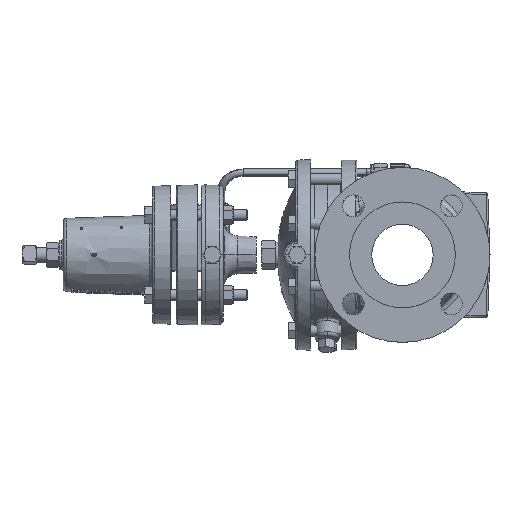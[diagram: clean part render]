
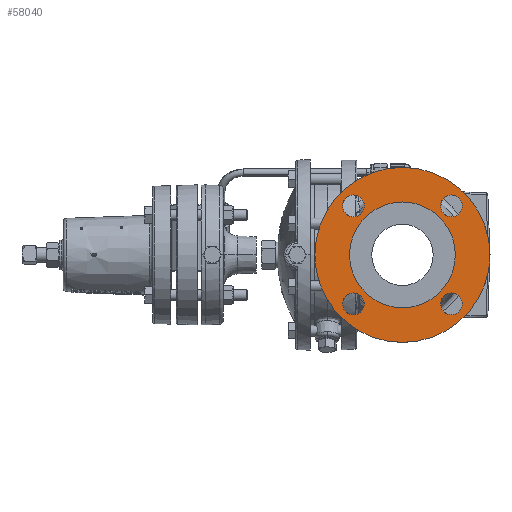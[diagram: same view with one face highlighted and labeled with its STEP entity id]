
A CAD part, left-side view. The second image highlights one B-rep face of the part: STEP entity #58040.
In plain terms, the highlighted planar face has unit normal (-1, 0, 0).
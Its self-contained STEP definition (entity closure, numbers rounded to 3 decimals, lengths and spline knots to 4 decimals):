
#105 = CARTESIAN_POINT ( 'NONE',  ( -4.5005, 0., 0. ) ) ;
#1928 = VERTEX_POINT ( 'NONE', #21219 ) ;
#3037 = EDGE_LOOP ( 'NONE', ( #24902, #25763 ) ) ;
#3151 = FACE_OUTER_BOUND ( 'NONE', #21747, .T. ) ;
#3243 = EDGE_CURVE ( 'NONE', #45451, #34865, #13012, .T. ) ;
#3794 = EDGE_LOOP ( 'NONE', ( #27904, #35671 ) ) ;
#4696 = CIRCLE ( 'NONE', #10010, 0.375 ) ;
#4867 = AXIS2_PLACEMENT_3D ( 'NONE', #21115, #20962, #20946 ) ;
#5928 = DIRECTION ( 'NONE',  ( 0., 0., 1. ) ) ;
#6606 = DIRECTION ( 'NONE',  ( -1., 0., 0. ) ) ;
#8006 = CARTESIAN_POINT ( 'NONE',  ( -4.5005, 0., 1.8125 ) ) ;
#8135 = CIRCLE ( 'NONE', #19624, 1.8125 ) ;
#8262 = AXIS2_PLACEMENT_3D ( 'NONE', #38713, #38613, #38551 ) ;
#9103 = EDGE_CURVE ( 'NONE', #13131, #65959, #39304, .T. ) ;
#9806 = EDGE_CURVE ( 'NONE', #58525, #61600, #27823, .T. ) ;
#9826 = CIRCLE ( 'NONE', #46535, 0.375 ) ;
#10010 = AXIS2_PLACEMENT_3D ( 'NONE', #28356, #66572, #33954 ) ;
#10198 = EDGE_LOOP ( 'NONE', ( #21197, #21871 ) ) ;
#12265 = EDGE_CURVE ( 'NONE', #1928, #67777, #14290, .T. ) ;
#12552 = CARTESIAN_POINT ( 'NONE',  ( -4.5005, 1.6794, 2.0544 ) ) ;
#12789 = EDGE_LOOP ( 'NONE', ( #36461, #28279 ) ) ;
#13012 = CIRCLE ( 'NONE', #8262, 0.375 ) ;
#13131 = VERTEX_POINT ( 'NONE', #31975 ) ;
#13699 = EDGE_LOOP ( 'NONE', ( #20593, #21122 ) ) ;
#14290 = CIRCLE ( 'NONE', #64004, 1.8125 ) ;
#14902 = FACE_BOUND ( 'NONE', #13699, .T. ) ;
#15339 = DIRECTION ( 'NONE',  ( 0., 0., 1. ) ) ;
#15434 = DIRECTION ( 'NONE',  ( -1., 0., 0. ) ) ;
#15612 = CARTESIAN_POINT ( 'NONE',  ( -4.5005, -1.6794, -1.6794 ) ) ;
#15830 = AXIS2_PLACEMENT_3D ( 'NONE', #41239, #38842, #26345 ) ;
#16156 = VERTEX_POINT ( 'NONE', #25955 ) ;
#16409 = CARTESIAN_POINT ( 'NONE',  ( -4.5005, 1.6794, 1.3044 ) ) ;
#16812 = AXIS2_PLACEMENT_3D ( 'NONE', #15612, #15434, #15339 ) ;
#17156 = EDGE_CURVE ( 'NONE', #29644, #16156, #48074, .T. ) ;
#18973 = EDGE_CURVE ( 'NONE', #40034, #48800, #29274, .T. ) ;
#19624 = AXIS2_PLACEMENT_3D ( 'NONE', #105, #39915, #5928 ) ;
#20593 = ORIENTED_EDGE ( 'NONE', *, *, #45303, .F. ) ;
#20876 = DIRECTION ( 'NONE',  ( 0., 0., 1. ) ) ;
#20946 = DIRECTION ( 'NONE',  ( 0., 0., 1. ) ) ;
#20962 = DIRECTION ( 'NONE',  ( -1., 0., 0. ) ) ;
#21040 = DIRECTION ( 'NONE',  ( -1., 0., 0. ) ) ;
#21115 = CARTESIAN_POINT ( 'NONE',  ( -4.5005, 1.6794, -1.6794 ) ) ;
#21122 = ORIENTED_EDGE ( 'NONE', *, *, #9806, .F. ) ;
#21128 = CARTESIAN_POINT ( 'NONE',  ( -4.5005, 1.6794, 1.6794 ) ) ;
#21197 = ORIENTED_EDGE ( 'NONE', *, *, #66921, .F. ) ;
#21219 = CARTESIAN_POINT ( 'NONE',  ( -4.5005, 0., -1.8125 ) ) ;
#21747 = EDGE_LOOP ( 'NONE', ( #23993, #24769 ) ) ;
#21871 = ORIENTED_EDGE ( 'NONE', *, *, #18973, .F. ) ;
#23530 = DIRECTION ( 'NONE',  ( -1., 0., 0. ) ) ;
#23993 = ORIENTED_EDGE ( 'NONE', *, *, #40979, .F. ) ;
#24572 = CARTESIAN_POINT ( 'NONE',  ( -4.5005, -1.6794, -1.3044 ) ) ;
#24769 = ORIENTED_EDGE ( 'NONE', *, *, #9103, .F. ) ;
#24902 = ORIENTED_EDGE ( 'NONE', *, *, #52652, .F. ) ;
#25763 = ORIENTED_EDGE ( 'NONE', *, *, #12265, .F. ) ;
#25955 = CARTESIAN_POINT ( 'NONE',  ( -4.5005, 1.6794, -2.0544 ) ) ;
#26345 = DIRECTION ( 'NONE',  ( 0., 0., 1. ) ) ;
#27007 = CARTESIAN_POINT ( 'NONE',  ( -4.5005, -1.6794, 2.0544 ) ) ;
#27142 = DIRECTION ( 'NONE',  ( 1., 0., 0. ) ) ;
#27823 = CIRCLE ( 'NONE', #16812, 0.375 ) ;
#27850 = AXIS2_PLACEMENT_3D ( 'NONE', #28435, #66651, #34038 ) ;
#27904 = ORIENTED_EDGE ( 'NONE', *, *, #17156, .F. ) ;
#28069 = EDGE_CURVE ( 'NONE', #16156, #29644, #66110, .T. ) ;
#28279 = ORIENTED_EDGE ( 'NONE', *, *, #3243, .F. ) ;
#28356 = CARTESIAN_POINT ( 'NONE',  ( -4.5005, -1.6794, 1.6794 ) ) ;
#28435 = CARTESIAN_POINT ( 'NONE',  ( -4.5005, 1.6794, 1.6794 ) ) ;
#29274 = CIRCLE ( 'NONE', #71790, 0.375 ) ;
#29644 = VERTEX_POINT ( 'NONE', #45148 ) ;
#29968 = FACE_BOUND ( 'NONE', #10198, .T. ) ;
#31975 = CARTESIAN_POINT ( 'NONE',  ( -4.5005, 0., -2.9998 ) ) ;
#33954 = DIRECTION ( 'NONE',  ( 0., 0., 1. ) ) ;
#34038 = DIRECTION ( 'NONE',  ( 0., 0., 1. ) ) ;
#34865 = VERTEX_POINT ( 'NONE', #27007 ) ;
#35671 = ORIENTED_EDGE ( 'NONE', *, *, #28069, .F. ) ;
#36461 = ORIENTED_EDGE ( 'NONE', *, *, #50927, .F. ) ;
#38551 = DIRECTION ( 'NONE',  ( 0., 0., 1. ) ) ;
#38613 = DIRECTION ( 'NONE',  ( -1., 0., 0. ) ) ;
#38713 = CARTESIAN_POINT ( 'NONE',  ( -4.5005, -1.6794, 1.6794 ) ) ;
#38842 = DIRECTION ( 'NONE',  ( 1., 0., 0. ) ) ;
#39304 = CIRCLE ( 'NONE', #15830, 2.9998 ) ;
#39915 = DIRECTION ( 'NONE',  ( -1., 0., 0. ) ) ;
#40034 = VERTEX_POINT ( 'NONE', #16409 ) ;
#40584 = PLANE ( 'NONE',  #45615 ) ;
#40979 = EDGE_CURVE ( 'NONE', #65959, #13131, #62105, .T. ) ;
#41239 = CARTESIAN_POINT ( 'NONE',  ( -4.5005, 0., 0. ) ) ;
#43065 = FACE_BOUND ( 'NONE', #12789, .T. ) ;
#45148 = CARTESIAN_POINT ( 'NONE',  ( -4.5005, 1.6794, -1.3044 ) ) ;
#45303 = EDGE_CURVE ( 'NONE', #61600, #58525, #9826, .T. ) ;
#45451 = VERTEX_POINT ( 'NONE', #64048 ) ;
#45615 = AXIS2_PLACEMENT_3D ( 'NONE', #67007, #6606, #46102 ) ;
#46013 = CARTESIAN_POINT ( 'NONE',  ( -4.5005, -1.6794, -2.0544 ) ) ;
#46102 = DIRECTION ( 'NONE',  ( 0., 0., -1. ) ) ;
#46160 = CIRCLE ( 'NONE', #27850, 0.375 ) ;
#46535 = AXIS2_PLACEMENT_3D ( 'NONE', #56627, #23530, #61978 ) ;
#47080 = CARTESIAN_POINT ( 'NONE',  ( -4.5005, 0., 2.9998 ) ) ;
#48074 = CIRCLE ( 'NONE', #60514, 0.375 ) ;
#48800 = VERTEX_POINT ( 'NONE', #12552 ) ;
#50927 = EDGE_CURVE ( 'NONE', #34865, #45451, #4696, .T. ) ;
#51784 = AXIS2_PLACEMENT_3D ( 'NONE', #60056, #27142, #65386 ) ;
#52652 = EDGE_CURVE ( 'NONE', #67777, #1928, #8135, .T. ) ;
#56627 = CARTESIAN_POINT ( 'NONE',  ( -4.5005, -1.6794, -1.6794 ) ) ;
#57474 = FACE_BOUND ( 'NONE', #3794, .T. ) ;
#58040 = ADVANCED_FACE ( 'NONE', ( #14902, #29968, #3151, #71713, #57474, #43065 ), #40584, .T. ) ;
#58525 = VERTEX_POINT ( 'NONE', #46013 ) ;
#60056 = CARTESIAN_POINT ( 'NONE',  ( -4.5005, 0., 0. ) ) ;
#60514 = AXIS2_PLACEMENT_3D ( 'NONE', #69752, #69969, #69986 ) ;
#61600 = VERTEX_POINT ( 'NONE', #24572 ) ;
#61978 = DIRECTION ( 'NONE',  ( 0., 0., 1. ) ) ;
#62105 = CIRCLE ( 'NONE', #51784, 2.9998 ) ;
#63587 = CARTESIAN_POINT ( 'NONE',  ( -4.5005, 0., 0. ) ) ;
#63639 = DIRECTION ( 'NONE',  ( -1., 0., 0. ) ) ;
#63654 = DIRECTION ( 'NONE',  ( 0., 0., 1. ) ) ;
#64004 = AXIS2_PLACEMENT_3D ( 'NONE', #63587, #63639, #63654 ) ;
#64048 = CARTESIAN_POINT ( 'NONE',  ( -4.5005, -1.6794, 1.3044 ) ) ;
#65386 = DIRECTION ( 'NONE',  ( 0., 0., 1. ) ) ;
#65959 = VERTEX_POINT ( 'NONE', #47080 ) ;
#66110 = CIRCLE ( 'NONE', #4867, 0.375 ) ;
#66572 = DIRECTION ( 'NONE',  ( -1., 0., 0. ) ) ;
#66651 = DIRECTION ( 'NONE',  ( -1., 0., 0. ) ) ;
#66921 = EDGE_CURVE ( 'NONE', #48800, #40034, #46160, .T. ) ;
#67007 = CARTESIAN_POINT ( 'NONE',  ( -4.5005, 1.8125, 0. ) ) ;
#67777 = VERTEX_POINT ( 'NONE', #8006 ) ;
#69752 = CARTESIAN_POINT ( 'NONE',  ( -4.5005, 1.6794, -1.6794 ) ) ;
#69969 = DIRECTION ( 'NONE',  ( -1., 0., 0. ) ) ;
#69986 = DIRECTION ( 'NONE',  ( 0., 0., 1. ) ) ;
#71713 = FACE_BOUND ( 'NONE', #3037, .T. ) ;
#71790 = AXIS2_PLACEMENT_3D ( 'NONE', #21128, #21040, #20876 ) ;
